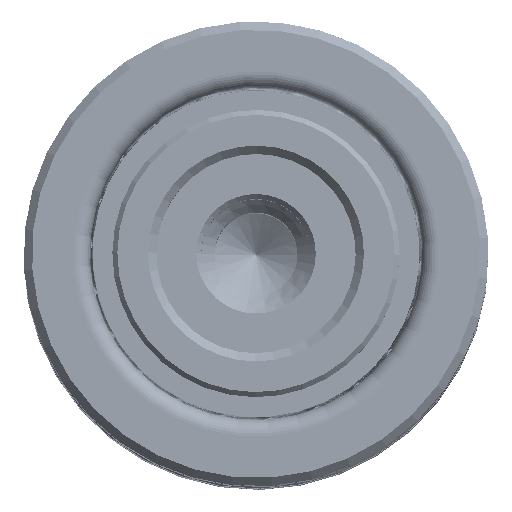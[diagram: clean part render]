
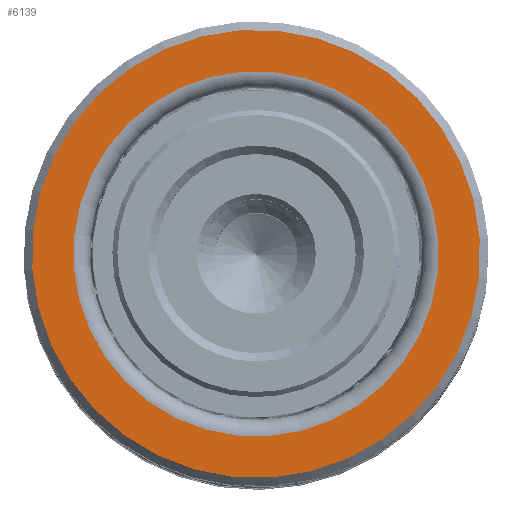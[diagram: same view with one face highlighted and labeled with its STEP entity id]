
A CAD part, top view. The second image highlights one B-rep face of the part: STEP entity #6139.
In plain terms, the highlighted face is planar.
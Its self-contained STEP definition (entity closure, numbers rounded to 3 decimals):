
#2598 = CARTESIAN_POINT ( 'NONE',  ( 11., 0., 0. ) ) ;
#5039 = EDGE_CURVE ( 'NONE', #11981, #7483, #26280, .T. ) ;
#6139 = ADVANCED_FACE ( 'NONE', ( #27671, #35357 ), #24196, .F. ) ;
#6517 = CIRCLE ( 'NONE', #29146, 11. ) ;
#7483 = VERTEX_POINT ( 'NONE', #20867 ) ;
#7888 = EDGE_CURVE ( 'NONE', #9396, #21926, #15000, .T. ) ;
#9396 = VERTEX_POINT ( 'NONE', #26766 ) ;
#10819 = AXIS2_PLACEMENT_3D ( 'NONE', #14222, #34543, #17179 ) ;
#11182 = AXIS2_PLACEMENT_3D ( 'NONE', #34244, #16891, #37205 ) ;
#11981 = VERTEX_POINT ( 'NONE', #2598 ) ;
#12091 = CARTESIAN_POINT ( 'NONE',  ( 0., 0., 0. ) ) ;
#12572 = DIRECTION ( 'NONE',  ( 0., 0., 1. ) ) ;
#12635 = DIRECTION ( 'NONE',  ( 0., 0., 1. ) ) ;
#14222 = CARTESIAN_POINT ( 'NONE',  ( 0., 0., 0. ) ) ;
#15000 = CIRCLE ( 'NONE', #29656, 13.5 ) ;
#15056 = DIRECTION ( 'NONE',  ( 1., 0., 0. ) ) ;
#16181 = CARTESIAN_POINT ( 'NONE',  ( -13.5, 0., 0. ) ) ;
#16891 = DIRECTION ( 'NONE',  ( 0., 0., -1. ) ) ;
#17179 = DIRECTION ( 'NONE',  ( 1., 0., 0. ) ) ;
#18091 = ORIENTED_EDGE ( 'NONE', *, *, #30312, .T. ) ;
#18350 = CARTESIAN_POINT ( 'NONE',  ( 0., 0., 0. ) ) ;
#20867 = CARTESIAN_POINT ( 'NONE',  ( -11., 0., 0. ) ) ;
#20909 = EDGE_CURVE ( 'NONE', #7483, #11981, #6517, .T. ) ;
#21926 = VERTEX_POINT ( 'NONE', #16181 ) ;
#24196 = PLANE ( 'NONE',  #25553 ) ;
#25553 = AXIS2_PLACEMENT_3D ( 'NONE', #18350, #12572, #32890 ) ;
#26280 = CIRCLE ( 'NONE', #10819, 11. ) ;
#26766 = CARTESIAN_POINT ( 'NONE',  ( 13.5, 0., 0. ) ) ;
#27671 = FACE_BOUND ( 'NONE', #31967, .T. ) ;
#29146 = AXIS2_PLACEMENT_3D ( 'NONE', #30062, #12635, #32947 ) ;
#29656 = AXIS2_PLACEMENT_3D ( 'NONE', #12091, #32432, #15056 ) ;
#29744 = EDGE_LOOP ( 'NONE', ( #29758, #18091 ) ) ;
#29758 = ORIENTED_EDGE ( 'NONE', *, *, #7888, .T. ) ;
#30062 = CARTESIAN_POINT ( 'NONE',  ( 0., 0., 0. ) ) ;
#30312 = EDGE_CURVE ( 'NONE', #21926, #9396, #35117, .T. ) ;
#31967 = EDGE_LOOP ( 'NONE', ( #34309, #33103 ) ) ;
#32432 = DIRECTION ( 'NONE',  ( 0., 0., -1. ) ) ;
#32890 = DIRECTION ( 'NONE',  ( 1., 0., 0. ) ) ;
#32947 = DIRECTION ( 'NONE',  ( 1., 0., 0. ) ) ;
#33103 = ORIENTED_EDGE ( 'NONE', *, *, #20909, .T. ) ;
#34244 = CARTESIAN_POINT ( 'NONE',  ( 0., 0., 0. ) ) ;
#34309 = ORIENTED_EDGE ( 'NONE', *, *, #5039, .T. ) ;
#34543 = DIRECTION ( 'NONE',  ( 0., 0., 1. ) ) ;
#35117 = CIRCLE ( 'NONE', #11182, 13.5 ) ;
#35357 = FACE_OUTER_BOUND ( 'NONE', #29744, .T. ) ;
#37205 = DIRECTION ( 'NONE',  ( 1., 0., 0. ) ) ;
